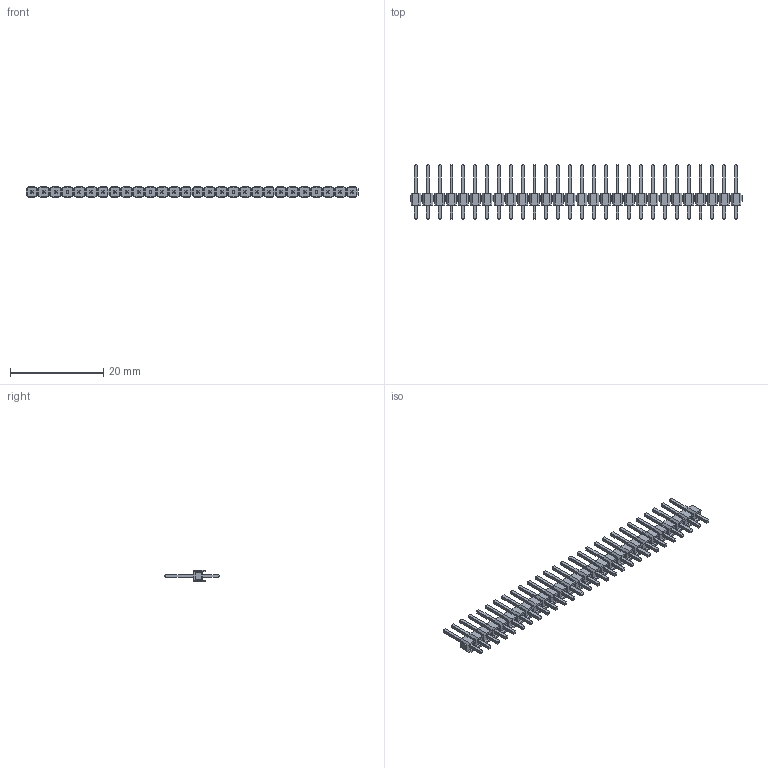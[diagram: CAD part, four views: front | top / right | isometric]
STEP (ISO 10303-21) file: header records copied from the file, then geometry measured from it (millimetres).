
FILE_DESCRIPTION (( 'STEP AP214' ), '1' );
FILE_NAME ('PLS-28.STEP', '2019-06-30T19:32:42', ( '' ), ( '' ), 'SwSTEP 2.0', 'SolidWorks 2018', '' );
FILE_SCHEMA (( 'AUTOMOTIVE_DESIGN' ));
Length unit declared in the file: millimetre
Products named in the file (1): PLS-28
Bounding box: 71.12 x 11.64 x 2.54 mm (x, y, z)
Volume: 431.1 mm3; surface area: 1620.5 mm2
Topology: 28 solids, 28 shells, 1176 faces, 2688 edges, 1680 vertices
Faces by surface type: plane 1176
Entity records: 45137 total; most frequent: CARTESIAN_POINT 5545, ORIENTED_EDGE 5376, DIRECTION 5042, VECTOR 2688, LINE 2688, EDGE_CURVE 2688, VERTEX_POINT 1680, EDGE_LOOP 1288
